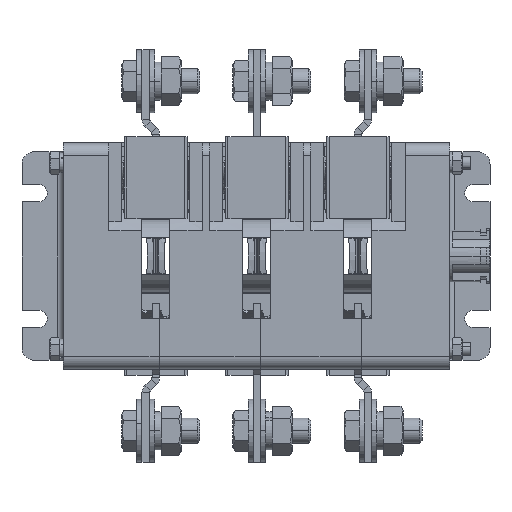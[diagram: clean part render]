
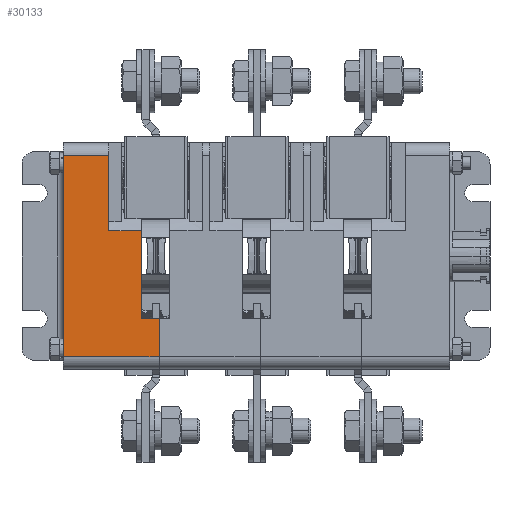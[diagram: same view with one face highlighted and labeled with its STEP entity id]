
A CAD part, front view. The second image highlights one B-rep face of the part: STEP entity #30133.
In plain terms, the highlighted planar face has unit normal (0, -1, 0).
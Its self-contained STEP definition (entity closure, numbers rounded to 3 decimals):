
#30122 = EDGE_CURVE ( 'NONE', #30205, #30123, #70638, .T. ) ;
#30123 = VERTEX_POINT ( 'NONE', #70631 ) ;
#30124 = ORIENTED_EDGE ( 'NONE', *, *, #30125, .F. ) ;
#30125 = EDGE_CURVE ( 'NONE', #30139, #30123, #70780, .T. ) ;
#30133 = ADVANCED_FACE ( 'NONE', ( #70733 ), #70728, .F. ) ;
#30135 = EDGE_LOOP ( 'NONE', ( #30137, #30142, #30144, #30145, #30200, #30203, #30206, #30124 ) ) ;
#30137 = ORIENTED_EDGE ( 'NONE', *, *, #30138, .T. ) ;
#30138 = EDGE_CURVE ( 'NONE', #30139, #30140, #70713, .T. ) ;
#30139 = VERTEX_POINT ( 'NONE', #70142 ) ;
#30140 = VERTEX_POINT ( 'NONE', #70140 ) ;
#30142 = ORIENTED_EDGE ( 'NONE', *, *, #30143, .F. ) ;
#30143 = EDGE_CURVE ( 'NONE', #30156, #30140, #70841, .T. ) ;
#30144 = ORIENTED_EDGE ( 'NONE', *, *, #30155, .T. ) ;
#30145 = ORIENTED_EDGE ( 'NONE', *, *, #30146, .F. ) ;
#30146 = EDGE_CURVE ( 'NONE', #30148, #30157, #70832, .T. ) ;
#30148 = VERTEX_POINT ( 'NONE', #70816 ) ;
#30155 = EDGE_CURVE ( 'NONE', #30156, #30157, #70797, .T. ) ;
#30156 = VERTEX_POINT ( 'NONE', #70925 ) ;
#30157 = VERTEX_POINT ( 'NONE', #70924 ) ;
#30200 = ORIENTED_EDGE ( 'NONE', *, *, #30201, .T. ) ;
#30201 = EDGE_CURVE ( 'NONE', #30148, #30202, #71033, .T. ) ;
#30202 = VERTEX_POINT ( 'NONE', #71026 ) ;
#30203 = ORIENTED_EDGE ( 'NONE', *, *, #30204, .F. ) ;
#30204 = EDGE_CURVE ( 'NONE', #30205, #30202, #71022, .T. ) ;
#30205 = VERTEX_POINT ( 'NONE', #71015 ) ;
#30206 = ORIENTED_EDGE ( 'NONE', *, *, #30122, .T. ) ;
#70140 = CARTESIAN_POINT ( 'NONE',  ( 256.89, -21., 10. ) ) ;
#70142 = CARTESIAN_POINT ( 'NONE',  ( 269.89, -21., 10. ) ) ;
#70631 = CARTESIAN_POINT ( 'NONE',  ( 269.89, -21., -25. ) ) ;
#70633 = DIRECTION ( 'NONE',  ( -1., 0., 0. ) ) ;
#70634 = VECTOR ( 'NONE', #70633, 1000. ) ;
#70637 = CARTESIAN_POINT ( 'NONE',  ( 276.89, -21., -25. ) ) ;
#70638 = LINE ( 'NONE', #70637, #70634 ) ;
#70708 = DIRECTION ( 'NONE',  ( -1., 0., 0. ) ) ;
#70709 = VECTOR ( 'NONE', #70708, 1000. ) ;
#70711 = CARTESIAN_POINT ( 'NONE',  ( 269.89, -21., 10. ) ) ;
#70713 = LINE ( 'NONE', #70711, #70709 ) ;
#70722 = DIRECTION ( 'NONE',  ( 1., 0., 0. ) ) ;
#70724 = DIRECTION ( 'NONE',  ( 0., 1., 0. ) ) ;
#70725 = CARTESIAN_POINT ( 'NONE',  ( 238.89, -21., 45. ) ) ;
#70727 = AXIS2_PLACEMENT_3D ( 'NONE', #70725, #70724, #70722 ) ;
#70728 = PLANE ( 'NONE',  #70727 ) ;
#70733 = FACE_OUTER_BOUND ( 'NONE', #30135, .T. ) ;
#70775 = DIRECTION ( 'NONE',  ( 0., 0., -1. ) ) ;
#70776 = VECTOR ( 'NONE', #70775, 1000. ) ;
#70779 = CARTESIAN_POINT ( 'NONE',  ( 269.89, -21., -25. ) ) ;
#70780 = LINE ( 'NONE', #70779, #70776 ) ;
#70784 = VECTOR ( 'NONE', #70928, 1000. ) ;
#70786 = CARTESIAN_POINT ( 'NONE',  ( 238.89, -21., 40. ) ) ;
#70797 = LINE ( 'NONE', #70786, #70784 ) ;
#70816 = CARTESIAN_POINT ( 'NONE',  ( 238.89, -21., -40. ) ) ;
#70827 = DIRECTION ( 'NONE',  ( 0., 0., 1. ) ) ;
#70829 = VECTOR ( 'NONE', #70827, 1000. ) ;
#70830 = CARTESIAN_POINT ( 'NONE',  ( 238.89, -21., 45. ) ) ;
#70832 = LINE ( 'NONE', #70830, #70829 ) ;
#70836 = DIRECTION ( 'NONE',  ( 0., 0., -1. ) ) ;
#70838 = VECTOR ( 'NONE', #70836, 1000. ) ;
#70839 = CARTESIAN_POINT ( 'NONE',  ( 256.89, -21., 10. ) ) ;
#70841 = LINE ( 'NONE', #70839, #70838 ) ;
#70924 = CARTESIAN_POINT ( 'NONE',  ( 238.89, -21., 40. ) ) ;
#70925 = CARTESIAN_POINT ( 'NONE',  ( 256.89, -21., 40. ) ) ;
#70928 = DIRECTION ( 'NONE',  ( -1., 0., 0. ) ) ;
#71015 = CARTESIAN_POINT ( 'NONE',  ( 276.89, -21., -25. ) ) ;
#71017 = DIRECTION ( 'NONE',  ( 0., 0., -1. ) ) ;
#71019 = VECTOR ( 'NONE', #71017, 1000. ) ;
#71021 = CARTESIAN_POINT ( 'NONE',  ( 276.89, -21., -40. ) ) ;
#71022 = LINE ( 'NONE', #71021, #71019 ) ;
#71026 = CARTESIAN_POINT ( 'NONE',  ( 276.89, -21., -40. ) ) ;
#71028 = DIRECTION ( 'NONE',  ( 1., 0., 0. ) ) ;
#71029 = VECTOR ( 'NONE', #71028, 1000. ) ;
#71031 = CARTESIAN_POINT ( 'NONE',  ( 238.89, -21., -40. ) ) ;
#71033 = LINE ( 'NONE', #71031, #71029 ) ;
